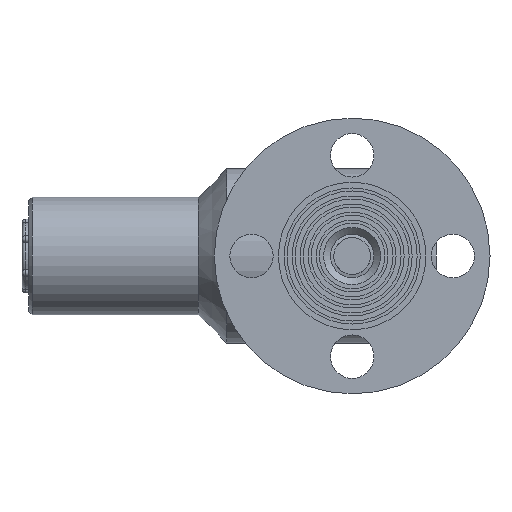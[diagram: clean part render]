
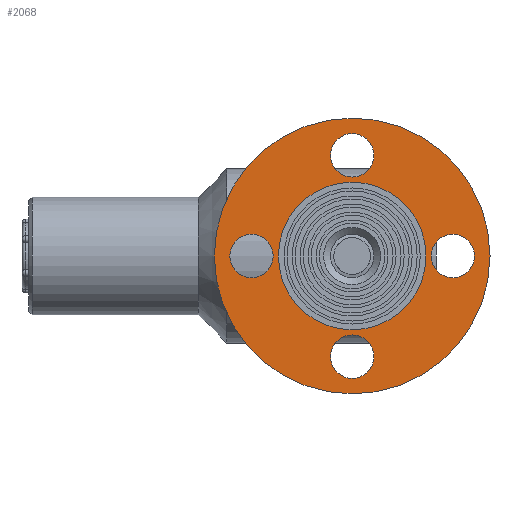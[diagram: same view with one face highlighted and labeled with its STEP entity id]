
A CAD part, left-side view. The second image highlights one B-rep face of the part: STEP entity #2068.
In plain terms, the highlighted face is planar.
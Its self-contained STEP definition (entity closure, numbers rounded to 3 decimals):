
#4 = CARTESIAN_POINT ( 'NONE',  ( 0., 0., 0. ) ) ;
#9 = CIRCLE ( 'NONE', #2780, 6.462 ) ;
#62 = DIRECTION ( 'NONE',  ( 0., 0., 1. ) ) ;
#140 = CARTESIAN_POINT ( 'NONE',  ( -23.538, 0., 0. ) ) ;
#146 = EDGE_LOOP ( 'NONE', ( #571 ) ) ;
#197 = EDGE_LOOP ( 'NONE', ( #2528 ) ) ;
#299 = VERTEX_POINT ( 'NONE', #3718 ) ;
#339 = CARTESIAN_POINT ( 'NONE',  ( -30., 0., 0. ) ) ;
#349 = DIRECTION ( 'NONE',  ( 1., 0., 0. ) ) ;
#370 = FACE_BOUND ( 'NONE', #3532, .T. ) ;
#450 = ORIENTED_EDGE ( 'NONE', *, *, #1714, .T. ) ;
#571 = ORIENTED_EDGE ( 'NONE', *, *, #1199, .T. ) ;
#583 = DIRECTION ( 'NONE',  ( 0., 0., 1. ) ) ;
#641 = ORIENTED_EDGE ( 'NONE', *, *, #841, .F. ) ;
#642 = CARTESIAN_POINT ( 'NONE',  ( 6.462, 30., 0. ) ) ;
#759 = AXIS2_PLACEMENT_3D ( 'NONE', #339, #1598, #890 ) ;
#789 = EDGE_CURVE ( 'NONE', #2734, #2734, #2554, .T. ) ;
#841 = EDGE_CURVE ( 'NONE', #2715, #2715, #3911, .T. ) ;
#849 = DIRECTION ( 'NONE',  ( 1., 0., 0. ) ) ;
#890 = DIRECTION ( 'NONE',  ( 1., 0., 0. ) ) ;
#907 = CARTESIAN_POINT ( 'NONE',  ( 0., 30., 0. ) ) ;
#1064 = FACE_BOUND ( 'NONE', #2153, .T. ) ;
#1078 = CARTESIAN_POINT ( 'NONE',  ( 41.077, 0., 0. ) ) ;
#1173 = CARTESIAN_POINT ( 'NONE',  ( 0., -30., 0. ) ) ;
#1199 = EDGE_CURVE ( 'NONE', #1758, #1758, #9, .T. ) ;
#1207 = CARTESIAN_POINT ( 'NONE',  ( 0., 0., 0. ) ) ;
#1222 = CARTESIAN_POINT ( 'NONE',  ( 30., 0., 0. ) ) ;
#1234 = CARTESIAN_POINT ( 'NONE',  ( 6.462, -30., 0. ) ) ;
#1246 = DIRECTION ( 'NONE',  ( 0., 0., 1. ) ) ;
#1322 = EDGE_LOOP ( 'NONE', ( #2714 ) ) ;
#1339 = ORIENTED_EDGE ( 'NONE', *, *, #3026, .T. ) ;
#1395 = PLANE ( 'NONE',  #3245 ) ;
#1407 = CIRCLE ( 'NONE', #3649, 6.462 ) ;
#1520 = CIRCLE ( 'NONE', #3177, 16.154 ) ;
#1598 = DIRECTION ( 'NONE',  ( 0., 0., 1. ) ) ;
#1714 = EDGE_CURVE ( 'NONE', #299, #299, #1520, .T. ) ;
#1758 = VERTEX_POINT ( 'NONE', #3018 ) ;
#1929 = AXIS2_PLACEMENT_3D ( 'NONE', #1207, #1246, #2802 ) ;
#2068 = ADVANCED_FACE ( 'NONE', ( #2333, #370, #1064, #2313, #3189, #3252 ), #1395, .F. ) ;
#2153 = EDGE_LOOP ( 'NONE', ( #1339 ) ) ;
#2182 = DIRECTION ( 'NONE',  ( 0., 0., 1. ) ) ;
#2227 = DIRECTION ( 'NONE',  ( 0., 0., 1. ) ) ;
#2240 = DIRECTION ( 'NONE',  ( 1., 0., 0. ) ) ;
#2313 = FACE_BOUND ( 'NONE', #146, .T. ) ;
#2333 = FACE_OUTER_BOUND ( 'NONE', #3935, .T. ) ;
#2403 = EDGE_CURVE ( 'NONE', #3118, #3118, #1407, .T. ) ;
#2443 = DIRECTION ( 'NONE',  ( 1., 0., 0. ) ) ;
#2528 = ORIENTED_EDGE ( 'NONE', *, *, #2403, .T. ) ;
#2554 = CIRCLE ( 'NONE', #759, 6.462 ) ;
#2660 = CARTESIAN_POINT ( 'NONE',  ( 0., 0., 0. ) ) ;
#2714 = ORIENTED_EDGE ( 'NONE', *, *, #789, .T. ) ;
#2715 = VERTEX_POINT ( 'NONE', #1078 ) ;
#2734 = VERTEX_POINT ( 'NONE', #140 ) ;
#2780 = AXIS2_PLACEMENT_3D ( 'NONE', #1222, #3810, #2240 ) ;
#2802 = DIRECTION ( 'NONE',  ( 1., 0., 0. ) ) ;
#2842 = DIRECTION ( 'NONE',  ( 1., 0., 0. ) ) ;
#2929 = AXIS2_PLACEMENT_3D ( 'NONE', #907, #2182, #849 ) ;
#3018 = CARTESIAN_POINT ( 'NONE',  ( 36.462, 0., 0. ) ) ;
#3026 = EDGE_CURVE ( 'NONE', #3216, #3216, #3653, .T. ) ;
#3118 = VERTEX_POINT ( 'NONE', #1234 ) ;
#3177 = AXIS2_PLACEMENT_3D ( 'NONE', #4, #2227, #2842 ) ;
#3189 = FACE_BOUND ( 'NONE', #197, .T. ) ;
#3216 = VERTEX_POINT ( 'NONE', #642 ) ;
#3245 = AXIS2_PLACEMENT_3D ( 'NONE', #2660, #62, #349 ) ;
#3252 = FACE_BOUND ( 'NONE', #1322, .T. ) ;
#3532 = EDGE_LOOP ( 'NONE', ( #450 ) ) ;
#3649 = AXIS2_PLACEMENT_3D ( 'NONE', #1173, #583, #2443 ) ;
#3653 = CIRCLE ( 'NONE', #2929, 6.462 ) ;
#3718 = CARTESIAN_POINT ( 'NONE',  ( 16.154, 0., 0. ) ) ;
#3810 = DIRECTION ( 'NONE',  ( 0., 0., 1. ) ) ;
#3911 = CIRCLE ( 'NONE', #1929, 41.077 ) ;
#3935 = EDGE_LOOP ( 'NONE', ( #641 ) ) ;
